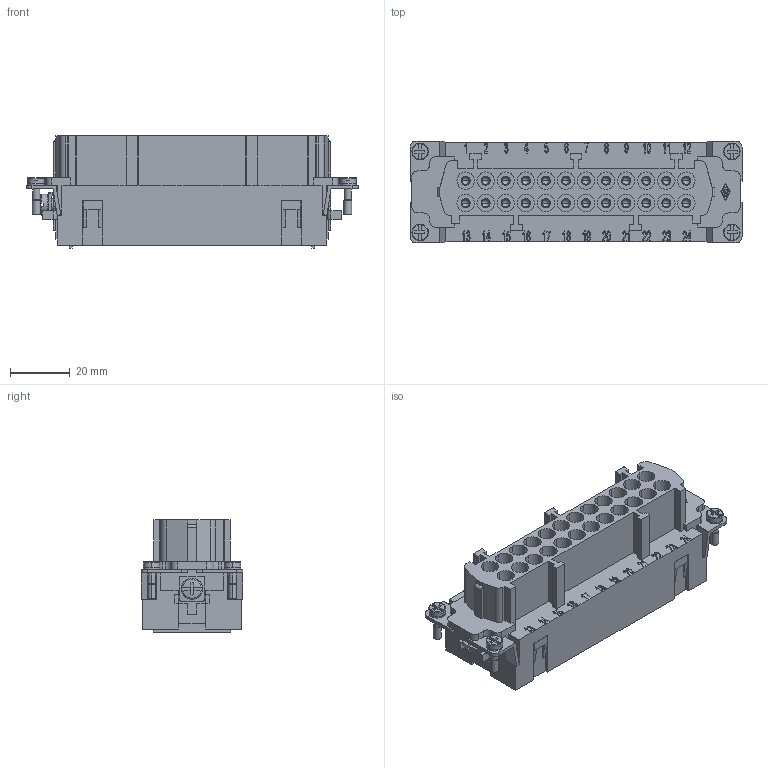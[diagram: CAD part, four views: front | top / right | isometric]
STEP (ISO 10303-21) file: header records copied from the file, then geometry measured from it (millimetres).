
FILE_DESCRIPTION(('Creo Elements/Direct Modeling STEP Export'),'2;1');
FILE_NAME('JSEF 24.stp','2014-08-01T10:26:17',(''),(''),'Creo Elements/Direct Modeling STEP processor for AP214 (Solid Model)','Creo Elements/Direct Modeling 18.0B 02-Dec-2011 (C) Parametric Technology GmbH','');
FILE_SCHEMA(('AUTOMOTIVE_DESIGN { 1 0 10303 214 1 1 1 1 }'));
Products named in the file (2): CSEF_Kontakteinsätze_mit_Käfigzugfederanschluss; JSEF_24.stp
Assembly tree (1 placements, depth 2):
  JSEF_24.stp
    CSEF_Kontakteinsätze_mit_Käfigzugfederanschluss
Bounding box: 110.8 x 34 x 37.5 mm (x, y, z)
Volume: 75544.3 mm3; surface area: 32026.2 mm2
Topology: 1 solids, 1 shells, 2253 faces, 6061 edges, 4008 vertices
Faces by surface type: plane 1239, bspline 544, cylinder 390, sphere 50, cone 16, torus 14
Entity records: 71991 total; most frequent: CARTESIAN_POINT 19959, ORIENTED_EDGE 12018, DIRECTION 8525, EDGE_CURVE 6009, VERTEX_POINT 4006, VECTOR 3861, LINE 3861, EDGE_LOOP 2517
